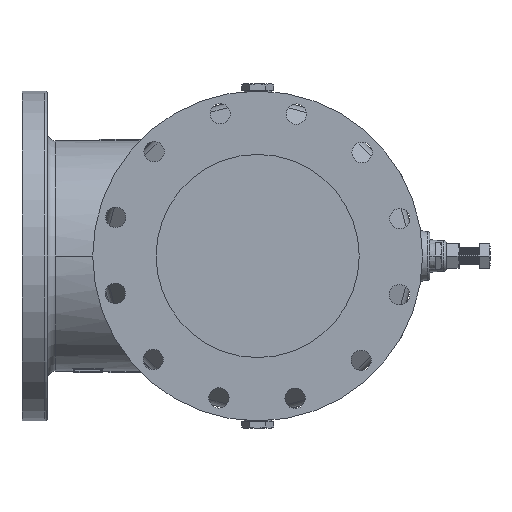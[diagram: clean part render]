
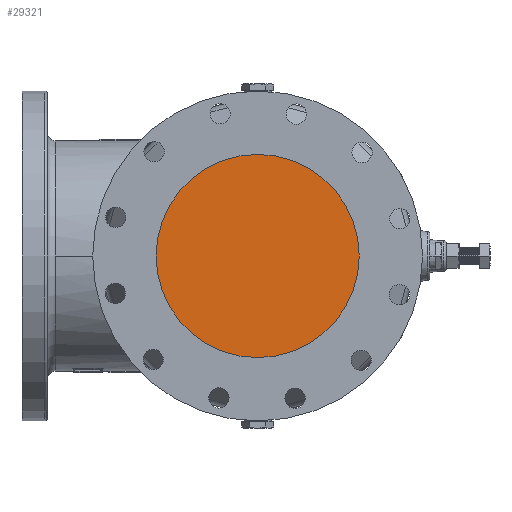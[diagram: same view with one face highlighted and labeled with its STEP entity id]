
A CAD part, left-side view. The second image highlights one B-rep face of the part: STEP entity #29321.
In plain terms, the highlighted planar face has unit normal (-1, 0, 0).
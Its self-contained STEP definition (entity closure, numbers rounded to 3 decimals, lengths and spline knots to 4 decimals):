
#1409 = EDGE_CURVE ( 'NONE', #61500, #51270, #16368, .T. ) ;
#9134 = CARTESIAN_POINT ( 'NONE',  ( -14.0158, 0., 0. ) ) ;
#11982 = CARTESIAN_POINT ( 'NONE',  ( -14.0158, -4.9213, 0. ) ) ;
#14749 = DIRECTION ( 'NONE',  ( 0., -1., 0. ) ) ;
#16368 = CIRCLE ( 'NONE', #68249, 4.9213 ) ;
#16610 = AXIS2_PLACEMENT_3D ( 'NONE', #63699, #29873, #69289 ) ;
#24327 = ORIENTED_EDGE ( 'NONE', *, *, #1409, .T. ) ;
#24700 = CARTESIAN_POINT ( 'NONE',  ( -14.0158, 0., 0. ) ) ;
#29321 = ADVANCED_FACE ( 'NONE', ( #56469 ), #40946, .T. ) ;
#29873 = DIRECTION ( 'NONE',  ( -1., 0., 0. ) ) ;
#30328 = DIRECTION ( 'NONE',  ( 0., -1., 0. ) ) ;
#40946 = PLANE ( 'NONE',  #16610 ) ;
#48537 = DIRECTION ( 'NONE',  ( -1., 0., 0. ) ) ;
#51270 = VERTEX_POINT ( 'NONE', #11982 ) ;
#54605 = CARTESIAN_POINT ( 'NONE',  ( -14.0158, 4.9213, 0. ) ) ;
#54852 = EDGE_LOOP ( 'NONE', ( #66791, #24327 ) ) ;
#55180 = AXIS2_PLACEMENT_3D ( 'NONE', #9134, #48537, #14749 ) ;
#56469 = FACE_OUTER_BOUND ( 'NONE', #54852, .T. ) ;
#58971 = CIRCLE ( 'NONE', #55180, 4.9213 ) ;
#61500 = VERTEX_POINT ( 'NONE', #54605 ) ;
#63699 = CARTESIAN_POINT ( 'NONE',  ( -14.0158, 0., 0. ) ) ;
#64146 = DIRECTION ( 'NONE',  ( -1., 0., 0. ) ) ;
#66791 = ORIENTED_EDGE ( 'NONE', *, *, #72359, .T. ) ;
#68249 = AXIS2_PLACEMENT_3D ( 'NONE', #24700, #64146, #30328 ) ;
#69289 = DIRECTION ( 'NONE',  ( 0., -1., 0. ) ) ;
#72359 = EDGE_CURVE ( 'NONE', #51270, #61500, #58971, .T. ) ;
